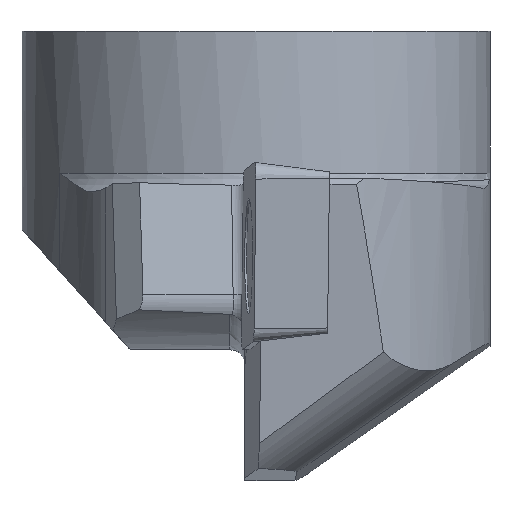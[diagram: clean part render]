
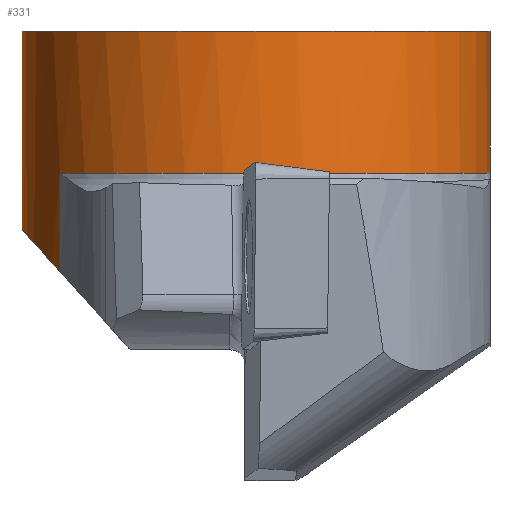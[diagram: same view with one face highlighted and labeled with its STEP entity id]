
A CAD part, left-side view. The second image highlights one B-rep face of the part: STEP entity #331.
In plain terms, the highlighted cylindrical face has radius 12.5 mm (diameter 25 mm), a full revolution.
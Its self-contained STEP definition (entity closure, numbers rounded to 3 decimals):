
#117=CYLINDRICAL_SURFACE('',#1187,12.5);
#134=FACE_BOUND('',#463,.T.);
#135=FACE_BOUND('',#464,.T.);
#158=B_SPLINE_CURVE_WITH_KNOTS('',3,(#1665,#1666,#1667,#1668),
 .UNSPECIFIED.,.F.,.F.,(4,4),(0.,1.),.UNSPECIFIED.);
#159=B_SPLINE_CURVE_WITH_KNOTS('',3,(#1672,#1673,#1674,#1675,#1676,#1677,
#1678,#1679,#1680,#1681),.UNSPECIFIED.,.F.,.F.,(4,3,3,4),(0.,0.416,
0.833,1.),.UNSPECIFIED.);
#160=B_SPLINE_CURVE_WITH_KNOTS('',3,(#1685,#1686,#1687,#1688,#1689,#1690),
 .UNSPECIFIED.,.F.,.F.,(4,2,4),(0.,0.5,1.),.UNSPECIFIED.);
#161=B_SPLINE_CURVE_WITH_KNOTS('',3,(#1700,#1701,#1702,#1703,#1704,#1705),
 .UNSPECIFIED.,.F.,.F.,(4,2,4),(0.,0.5,1.),.UNSPECIFIED.);
#191=ELLIPSE('',#1181,15.318,12.5);
#192=ELLIPSE('',#1182,12.548,12.5);
#193=ELLIPSE('',#1183,12.548,12.5);
#194=ELLIPSE('',#1184,18.681,12.5);
#224=LINE('',#1694,#283);
#225=LINE('',#1698,#284);
#283=VECTOR('',#1352,1.);
#284=VECTOR('',#1355,1.);
#331=ADVANCED_FACE('',(#134,#135),#117,.T.);
#463=EDGE_LOOP('',(#558,#559,#560,#561,#562,#563,#564,#565,#566,#567,#568));
#464=EDGE_LOOP('',(#569));
#558=ORIENTED_EDGE('',*,*,#938,.F.);
#559=ORIENTED_EDGE('',*,*,#939,.T.);
#560=ORIENTED_EDGE('',*,*,#940,.T.);
#561=ORIENTED_EDGE('',*,*,#941,.F.);
#562=ORIENTED_EDGE('',*,*,#942,.T.);
#563=ORIENTED_EDGE('',*,*,#943,.T.);
#564=ORIENTED_EDGE('',*,*,#944,.T.);
#565=ORIENTED_EDGE('',*,*,#945,.T.);
#566=ORIENTED_EDGE('',*,*,#946,.T.);
#567=ORIENTED_EDGE('',*,*,#947,.F.);
#568=ORIENTED_EDGE('',*,*,#948,.F.);
#569=ORIENTED_EDGE('',*,*,#949,.T.);
#836=VERTEX_POINT('',#1663);
#837=VERTEX_POINT('',#1664);
#838=VERTEX_POINT('',#1669);
#839=VERTEX_POINT('',#1671);
#840=VERTEX_POINT('',#1682);
#841=VERTEX_POINT('',#1684);
#842=VERTEX_POINT('',#1691);
#843=VERTEX_POINT('',#1693);
#844=VERTEX_POINT('',#1695);
#845=VERTEX_POINT('',#1697);
#846=VERTEX_POINT('',#1699);
#847=VERTEX_POINT('',#1707);
#938=EDGE_CURVE('',#836,#837,#191,.T.);
#939=EDGE_CURVE('',#836,#838,#158,.T.);
#940=EDGE_CURVE('',#838,#839,#192,.T.);
#941=EDGE_CURVE('',#840,#839,#159,.T.);
#942=EDGE_CURVE('',#840,#841,#193,.T.);
#943=EDGE_CURVE('',#841,#842,#160,.T.);
#944=EDGE_CURVE('',#842,#843,#194,.T.);
#945=EDGE_CURVE('',#843,#844,#224,.T.);
#946=EDGE_CURVE('',#844,#845,#1060,.T.);
#947=EDGE_CURVE('',#846,#845,#225,.T.);
#948=EDGE_CURVE('',#837,#846,#161,.T.);
#949=EDGE_CURVE('',#847,#847,#1061,.T.);
#1060=CIRCLE('',#1185,12.5);
#1061=CIRCLE('',#1186,12.5);
#1181=AXIS2_PLACEMENT_3D('',#1662,#1344,#1345);
#1182=AXIS2_PLACEMENT_3D('',#1670,#1346,#1347);
#1183=AXIS2_PLACEMENT_3D('',#1683,#1348,#1349);
#1184=AXIS2_PLACEMENT_3D('',#1692,#1350,#1351);
#1185=AXIS2_PLACEMENT_3D('',#1696,#1353,#1354);
#1186=AXIS2_PLACEMENT_3D('',#1706,#1356,#1357);
#1187=AXIS2_PLACEMENT_3D('',#1708,#1358,#1359);
#1344=DIRECTION('',(0.087,-0.571,-0.816));
#1345=DIRECTION('',(0.123,-0.807,0.578));
#1346=DIRECTION('',(-0.087,0.,0.996));
#1347=DIRECTION('',(0.996,0.,0.087));
#1348=DIRECTION('',(-0.087,0.,0.996));
#1349=DIRECTION('',(0.996,0.,0.087));
#1350=DIRECTION('',(0.,-0.743,0.669));
#1351=DIRECTION('',(0.,0.669,0.743));
#1352=DIRECTION('',(0.,0.,1.));
#1353=DIRECTION('',(0.,0.,1.));
#1354=DIRECTION('',(1.,0.,0.));
#1355=DIRECTION('',(0.,0.,1.));
#1356=DIRECTION('',(0.,0.,-1.));
#1357=DIRECTION('',(1.,0.,0.));
#1358=DIRECTION('',(0.,0.,1.));
#1359=DIRECTION('',(1.,0.,0.));
#1662=CARTESIAN_POINT('',(0.,0.,-15.705));
#1663=CARTESIAN_POINT('',(7.963,-9.635,-8.108));
#1664=CARTESIAN_POINT('',(6.506,-10.673,-7.537));
#1665=CARTESIAN_POINT('',(7.963,-9.635,-8.108));
#1666=CARTESIAN_POINT('',(8.16,-9.472,-8.08));
#1667=CARTESIAN_POINT('',(8.353,-9.303,-8.058));
#1668=CARTESIAN_POINT('',(8.541,-9.127,-8.042));
#1669=CARTESIAN_POINT('',(8.541,-9.127,-8.042));
#1670=CARTESIAN_POINT('',(0.,0.,-8.789));
#1671=CARTESIAN_POINT('',(12.473,0.825,-7.698));
#1672=CARTESIAN_POINT('',(12.421,1.4,-7.457));
#1673=CARTESIAN_POINT('',(12.431,1.312,-7.456));
#1674=CARTESIAN_POINT('',(12.44,1.222,-7.471));
#1675=CARTESIAN_POINT('',(12.448,1.138,-7.499));
#1676=CARTESIAN_POINT('',(12.456,1.054,-7.528));
#1677=CARTESIAN_POINT('',(12.462,0.974,-7.571));
#1678=CARTESIAN_POINT('',(12.467,0.904,-7.626));
#1679=CARTESIAN_POINT('',(12.469,0.876,-7.648));
#1680=CARTESIAN_POINT('',(12.471,0.849,-7.672));
#1681=CARTESIAN_POINT('',(12.473,0.825,-7.698));
#1682=CARTESIAN_POINT('',(12.421,1.4,-7.457));
#1683=CARTESIAN_POINT('',(0.,0.,-8.544));
#1684=CARTESIAN_POINT('',(8.503,9.162,-7.8));
#1685=CARTESIAN_POINT('',(8.503,9.162,-7.8));
#1686=CARTESIAN_POINT('',(7.488,10.104,-7.889));
#1687=CARTESIAN_POINT('',(6.329,10.856,-8.132));
#1688=CARTESIAN_POINT('',(3.988,11.916,-9.088));
#1689=CARTESIAN_POINT('',(2.81,12.223,-9.807));
#1690=CARTESIAN_POINT('',(1.798,12.37,-10.721));
#1691=CARTESIAN_POINT('',(1.798,12.37,-10.721));
#1692=CARTESIAN_POINT('',(0.,0.,-24.459));
#1693=CARTESIAN_POINT('',(-6.812,10.481,-12.819));
#1694=CARTESIAN_POINT('',(-6.812,10.481,-33.));
#1695=CARTESIAN_POINT('',(-6.812,10.481,-7.574));
#1696=CARTESIAN_POINT('',(0.,0.,-7.574));
#1697=CARTESIAN_POINT('',(0.,-12.5,-7.574));
#1698=CARTESIAN_POINT('',(0.,-12.5,-33.));
#1699=CARTESIAN_POINT('',(0.,-12.5,-9.226));
#1700=CARTESIAN_POINT('',(6.506,-10.673,-7.537));
#1701=CARTESIAN_POINT('',(5.485,-11.296,-7.21));
#1702=CARTESIAN_POINT('',(4.312,-11.792,-7.149));
#1703=CARTESIAN_POINT('',(2.022,-12.392,-7.754));
#1704=CARTESIAN_POINT('',(0.916,-12.5,-8.414));
#1705=CARTESIAN_POINT('',(0.,-12.5,-9.226));
#1706=CARTESIAN_POINT('',(0.,0.,0.));
#1707=CARTESIAN_POINT('',(12.5,0.,0.));
#1708=CARTESIAN_POINT('',(0.,0.,53.617));
